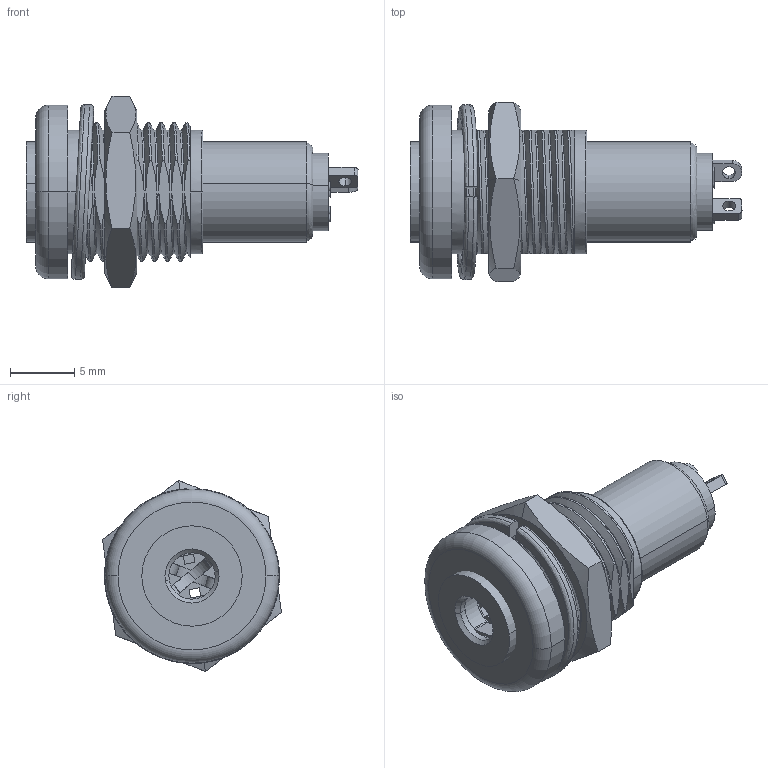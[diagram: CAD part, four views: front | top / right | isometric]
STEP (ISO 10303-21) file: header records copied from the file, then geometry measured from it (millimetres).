
FILE_DESCRIPTION (( 'STEP AP203' ), '1' );
FILE_NAME ('54-00172_revA.STEP', '2019-11-12T22:16:45', ( '' ), ( '' ), 'SwSTEP 2.0', 'SolidWorks 2015', '' );
FILE_SCHEMA (( 'CONFIG_CONTROL_DESIGN' ));
Length unit declared in the file: millimetre
Products named in the file (10): 50-00945_Insulator; 50-00945_Second contact; 50-00945_Spring contact; 50-00945; 24-00287_Audio Jacks; 54-00172_revA; 50-00945_Tip contact; 56-00000; 56-00001; 50-00945_Shell
Assembly tree (9 placements, depth 3):
  54-00172_revA
    24-00287_Audio Jacks
    50-00945
      50-00945_Shell
      50-00945_Spring contact
      50-00945_Tip contact
      50-00945_Second contact
      50-00945_Insulator
    56-00000
    56-00001
Bounding box: 25.8 x 13.91 x 14.87 mm (x, y, z)
Volume: 1586.5 mm3; surface area: 3930.4 mm2
Topology: 8 solids, 8 shells, 412 faces, 1142 edges, 753 vertices
Faces by surface type: plane 144, cylinder 141, bspline 117, cone 6, torus 4
Entity records: 37677 total; most frequent: CARTESIAN_POINT 26999, ORIENTED_EDGE 2284, DIRECTION 1678, EDGE_CURVE 1142, VERTEX_POINT 753, AXIS2_PLACEMENT_3D 566, LINE 546, VECTOR 546
